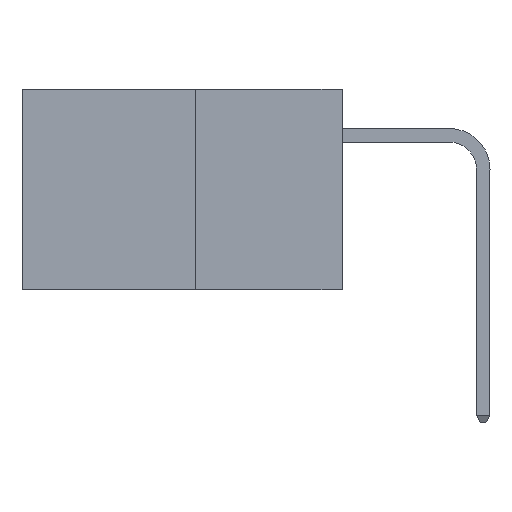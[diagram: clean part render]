
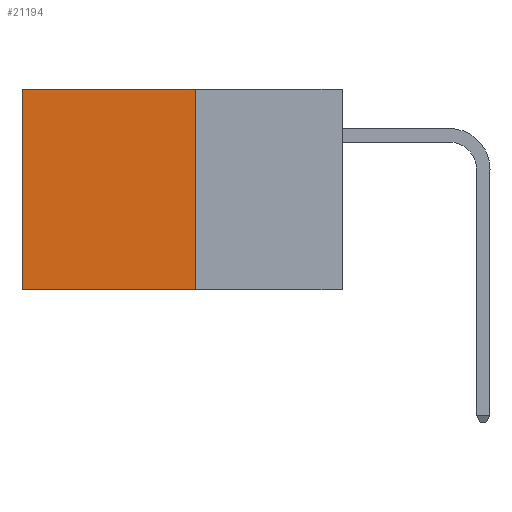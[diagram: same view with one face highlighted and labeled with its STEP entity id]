
A CAD part, left-side view. The second image highlights one B-rep face of the part: STEP entity #21194.
In plain terms, the highlighted planar face has unit normal (-1, 0, 0).
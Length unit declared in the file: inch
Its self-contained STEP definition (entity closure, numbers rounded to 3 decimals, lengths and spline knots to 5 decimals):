
#1516 = VERTEX_POINT ( 'NONE', #21117 ) ;
#2872 = DIRECTION ( 'NONE',  ( 1., 0., 0. ) ) ;
#4474 = LINE ( 'NONE', #24762, #9747 ) ;
#5463 = FACE_OUTER_BOUND ( 'NONE', #5899, .T. ) ;
#5517 = VECTOR ( 'NONE', #21605, 39.37008 ) ;
#5899 = EDGE_LOOP ( 'NONE', ( #9471, #12817, #25790, #13136 ) ) ;
#6833 = DIRECTION ( 'NONE',  ( 0., 0., -1. ) ) ;
#7308 = AXIS2_PLACEMENT_3D ( 'NONE', #18292, #2872, #20835 ) ;
#7895 = EDGE_CURVE ( 'NONE', #18153, #1516, #19986, .T. ) ;
#9471 = ORIENTED_EDGE ( 'NONE', *, *, #25164, .T. ) ;
#9747 = VECTOR ( 'NONE', #6833, 39.37008 ) ;
#11205 = EDGE_CURVE ( 'NONE', #32533, #18153, #4474, .T. ) ;
#11920 = CARTESIAN_POINT ( 'NONE',  ( 0.277, 0.59, 0. ) ) ;
#12817 = ORIENTED_EDGE ( 'NONE', *, *, #7895, .F. ) ;
#13136 = ORIENTED_EDGE ( 'NONE', *, *, #21504, .T. ) ;
#14097 = DIRECTION ( 'NONE',  ( 0., 1., 0. ) ) ;
#14755 = CARTESIAN_POINT ( 'NONE',  ( 0.277, 0.59, -0.37 ) ) ;
#15542 = LINE ( 'NONE', #26780, #29054 ) ;
#16004 = CARTESIAN_POINT ( 'NONE',  ( 0.277, 0.27, 0. ) ) ;
#16523 = CARTESIAN_POINT ( 'NONE',  ( 0.277, 0.27, -0.37 ) ) ;
#18153 = VERTEX_POINT ( 'NONE', #18888 ) ;
#18292 = CARTESIAN_POINT ( 'NONE',  ( 0.277, 0.27, -0.37 ) ) ;
#18888 = CARTESIAN_POINT ( 'NONE',  ( 0.277, 0.27, -0.37 ) ) ;
#19986 = LINE ( 'NONE', #16523, #5517 ) ;
#20835 = DIRECTION ( 'NONE',  ( 0., 0., -1. ) ) ;
#21117 = CARTESIAN_POINT ( 'NONE',  ( 0.277, 0.59, -0.37 ) ) ;
#21194 = ADVANCED_FACE ( 'NONE', ( #5463 ), #30936, .F. ) ;
#21504 = EDGE_CURVE ( 'NONE', #32533, #22291, #15542, .T. ) ;
#21605 = DIRECTION ( 'NONE',  ( 0., 1., 0. ) ) ;
#22291 = VERTEX_POINT ( 'NONE', #11920 ) ;
#24041 = LINE ( 'NONE', #14755, #30751 ) ;
#24762 = CARTESIAN_POINT ( 'NONE',  ( 0.277, 0.27, -0.37 ) ) ;
#25164 = EDGE_CURVE ( 'NONE', #22291, #1516, #24041, .T. ) ;
#25790 = ORIENTED_EDGE ( 'NONE', *, *, #11205, .F. ) ;
#26780 = CARTESIAN_POINT ( 'NONE',  ( 0.277, 0.27, 0. ) ) ;
#29054 = VECTOR ( 'NONE', #14097, 39.37008 ) ;
#30751 = VECTOR ( 'NONE', #32464, 39.37008 ) ;
#30936 = PLANE ( 'NONE',  #7308 ) ;
#32464 = DIRECTION ( 'NONE',  ( 0., 0., -1. ) ) ;
#32533 = VERTEX_POINT ( 'NONE', #16004 ) ;
